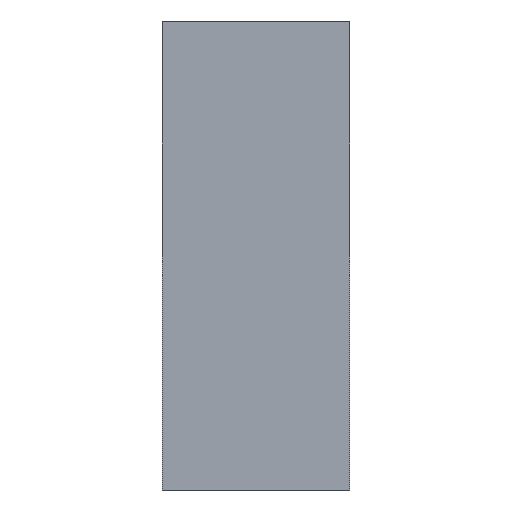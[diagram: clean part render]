
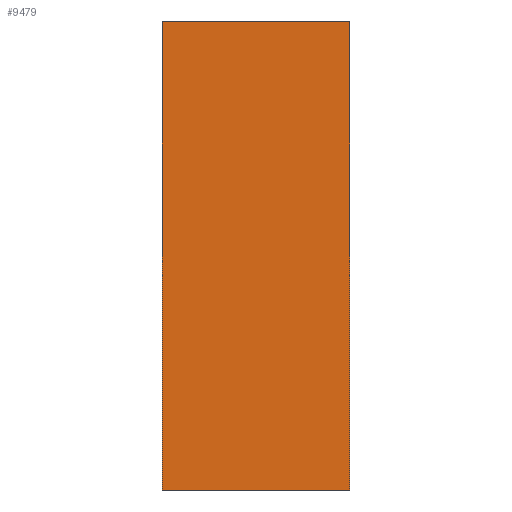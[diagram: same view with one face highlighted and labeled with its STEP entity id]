
A CAD part, left-side view. The second image highlights one B-rep face of the part: STEP entity #9479.
In plain terms, the highlighted planar face has unit normal (-1, 0, 0).
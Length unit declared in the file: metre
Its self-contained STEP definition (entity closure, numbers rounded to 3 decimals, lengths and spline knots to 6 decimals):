
#2147=ORIENTED_EDGE('',*,*,#3341,.T.);
#2148=ORIENTED_EDGE('',*,*,#3497,.F.);
#2149=ORIENTED_EDGE('',*,*,#3320,.F.);
#2150=ORIENTED_EDGE('',*,*,#3493,.T.);
#3320=EDGE_CURVE('',#4688,#4689,#5600,.T.);
#3341=EDGE_CURVE('',#4702,#4705,#5621,.T.);
#3493=EDGE_CURVE('',#4688,#4702,#5770,.T.);
#3497=EDGE_CURVE('',#4689,#4705,#5772,.T.);
#4688=VERTEX_POINT('',#13350);
#4689=VERTEX_POINT('',#13352);
#4702=VERTEX_POINT('',#13388);
#4705=VERTEX_POINT('',#13393);
#5600=LINE('',#13351,#6808);
#5621=LINE('',#13394,#6829);
#5770=LINE('',#13698,#6978);
#5772=LINE('',#13705,#6980);
#6808=VECTOR('',#10572,1.);
#6829=VECTOR('',#10603,1.);
#6978=VECTOR('',#10768,1.);
#6980=VECTOR('',#10776,1.);
#8047=EDGE_LOOP('',(#2147,#2148,#2149,#2150));
#8595=FACE_BOUND('',#8047,.T.);
#9058=PLANE('',#10043);
#9479=ADVANCED_FACE('',(#8595),#9058,.F.);
#10043=AXIS2_PLACEMENT_3D('',#15055,#12231,#12232);
#10572=DIRECTION('',(0.,0.,-1.));
#10603=DIRECTION('',(0.,0.,-1.));
#10768=DIRECTION('',(0.,1.,0.));
#10776=DIRECTION('',(0.,1.,0.));
#12231=DIRECTION('',(1.,0.,0.));
#12232=DIRECTION('',(0.,0.,-1.));
#13350=CARTESIAN_POINT('',(-0.085,-0.02,0.025));
#13351=CARTESIAN_POINT('',(-0.085,-0.02,0.));
#13352=CARTESIAN_POINT('',(-0.085,-0.02,-0.025));
#13388=CARTESIAN_POINT('',(-0.085,0.,0.025));
#13393=CARTESIAN_POINT('',(-0.085,0.,-0.025));
#13394=CARTESIAN_POINT('',(-0.085,0.,0.));
#13698=CARTESIAN_POINT('',(-0.085,-0.02,0.025));
#13705=CARTESIAN_POINT('',(-0.085,-0.02,-0.025));
#15055=CARTESIAN_POINT('',(-0.085,-0.02,0.));
